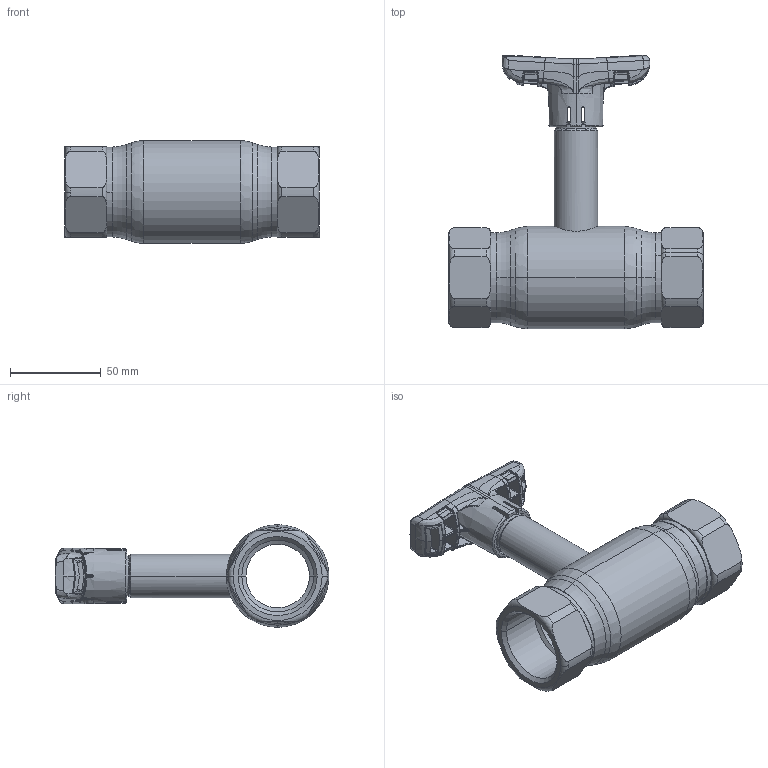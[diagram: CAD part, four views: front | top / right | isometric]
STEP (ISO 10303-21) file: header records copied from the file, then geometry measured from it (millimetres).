
FILE_DESCRIPTION (( 'STEP AP214' ), '1' );
FILE_NAME ('1032002031-2401.step', '2023-09-14T08:38:42', ( '' ), ( '' ), 'SwSTEP 2.0', 'SolidWorks 2021', '' );
FILE_SCHEMA (( 'AUTOMOTIVE_DESIGN' ));
Length unit declared in the file: millimetre
Products named in the file (1): 1032002031-2401
Bounding box: 140 x 150.88 x 56.5 mm (x, y, z)
Surface area: 52527.4 mm2 (no closed solid volume)
Topology: 0 solids, 6 shells, 624 faces, 1898 edges, 1191 vertices
Faces by surface type: bspline 460, plane 55, cylinder 48, torus 35, cone 22, sphere 4
Entity records: 55941 total; most frequent: CARTESIAN_POINT 36553, ORIENTED_EDGE 3235, EDGE_CURVE 1888, DIRECTION 1332, B_SPLINE_CURVE_WITH_KNOTS 1296, VERTEX_POINT 1188, EDGE_LOOP 634, UNCERTAINTY_MEASURE_WITH_UNIT 623
